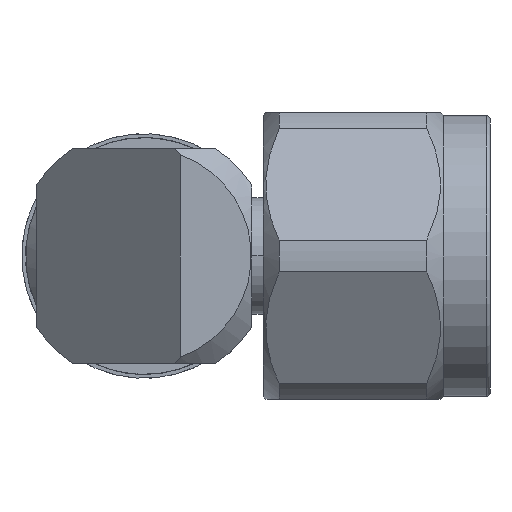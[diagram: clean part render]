
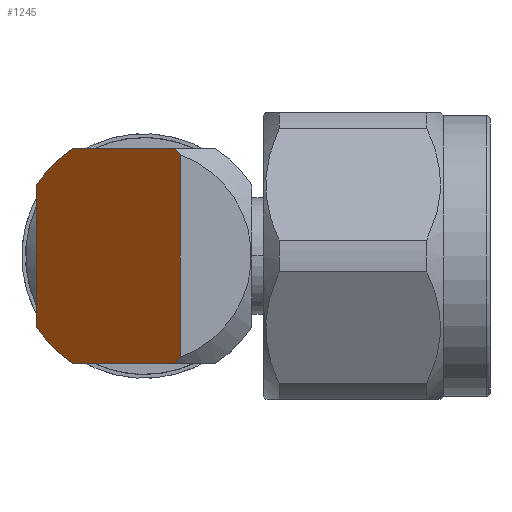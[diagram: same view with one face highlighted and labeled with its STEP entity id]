
A CAD part, left-side view. The second image highlights one B-rep face of the part: STEP entity #1245.
In plain terms, the highlighted planar face has unit normal (-0.707, 0.707, 0).
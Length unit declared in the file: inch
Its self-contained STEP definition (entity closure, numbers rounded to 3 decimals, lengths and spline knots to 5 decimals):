
#7 = EDGE_CURVE ( 'NONE', #10625, #6209, #11312, .T. ) ;
#60 = LINE ( 'NONE', #3678, #2711 ) ;
#668 = CARTESIAN_POINT ( 'NONE',  ( 0.07017, 0.25584, 0.22461 ) ) ;
#769 = EDGE_LOOP ( 'NONE', ( #3107, #4466, #4867, #3881, #6695, #3912, #4920, #8074 ) ) ;
#915 = DIRECTION ( 'NONE',  ( 0.707, -0.707, 0. ) ) ;
#971 = CARTESIAN_POINT ( 'NONE',  ( 0.09503, 0.28069, 0.281 ) ) ;
#1245 = ADVANCED_FACE ( 'NONE', ( #3809 ), #2036, .F. ) ;
#1881 = CARTESIAN_POINT ( 'NONE',  ( 0.03849, 0.22418, -0.25622 ) ) ;
#1926 = EDGE_CURVE ( 'NONE', #3750, #7004, #10481, .T. ) ;
#2023 = DIRECTION ( 'NONE',  ( 0., 0., -1. ) ) ;
#2036 = PLANE ( 'NONE',  #9527 ) ;
#2085 = CARTESIAN_POINT ( 'NONE',  ( -0.28, -0.09408, 0.26445 ) ) ;
#2087 = LINE ( 'NONE', #7586, #9494 ) ;
#2304 = VECTOR ( 'NONE', #2023, 39.37008 ) ;
#2481 = CARTESIAN_POINT ( 'NONE',  ( 0.09503, 0.28069, -0.281 ) ) ;
#2687 = CARTESIAN_POINT ( 'NONE',  ( 0.00122, 0.18694, 0.281 ) ) ;
#2702 = EDGE_CURVE ( 'NONE', #3448, #7004, #5135, .T. ) ;
#2711 = VECTOR ( 'NONE', #2791, 39.37008 ) ;
#2791 = DIRECTION ( 'NONE',  ( 0., 0., -1. ) ) ;
#2809 = CARTESIAN_POINT ( 'NONE',  ( 0.00122, 0.18694, 0.281 ) ) ;
#3107 = ORIENTED_EDGE ( 'NONE', *, *, #7956, .F. ) ;
#3275 = VECTOR ( 'NONE', #6095, 39.37008 ) ;
#3439 = VERTEX_POINT ( 'NONE', #11202 ) ;
#3447 = CARTESIAN_POINT ( 'NONE',  ( -0.28, -0.09408, -0.26445 ) ) ;
#3448 = VERTEX_POINT ( 'NONE', #8583 ) ;
#3508 =( BOUNDED_CURVE ( )  B_SPLINE_CURVE ( 3, ( #3976, #8406, #9421, #4039 ),
 .UNSPECIFIED., .F., .F. ) 
 B_SPLINE_CURVE_WITH_KNOTS ( ( 4, 4 ),
 ( 2.70345, 2.73087 ),
 .UNSPECIFIED. ) 
 CURVE ( )  GEOMETRIC_REPRESENTATION_ITEM ( )  RATIONAL_B_SPLINE_CURVE ( ( 1., 1., 1., 1. ) ) 
 REPRESENTATION_ITEM ( '' )  );
#3544 = CARTESIAN_POINT ( 'NONE',  ( 0.07017, 0.25584, -0.22461 ) ) ;
#3678 = CARTESIAN_POINT ( 'NONE',  ( -0.28, -0.09408, 0.281 ) ) ;
#3750 = VERTEX_POINT ( 'NONE', #5930 ) ;
#3809 = FACE_OUTER_BOUND ( 'NONE', #769, .T. ) ;
#3881 = ORIENTED_EDGE ( 'NONE', *, *, #7, .T. ) ;
#3912 = ORIENTED_EDGE ( 'NONE', *, *, #1926, .T. ) ;
#3976 = CARTESIAN_POINT ( 'NONE',  ( -0.26622, -0.08031, 0.281 ) ) ;
#4039 = CARTESIAN_POINT ( 'NONE',  ( -0.28, -0.09408, 0.26445 ) ) ;
#4310 = EDGE_CURVE ( 'NONE', #7824, #3448, #60, .T. ) ;
#4311 = CARTESIAN_POINT ( 'NONE',  ( 0.09503, 0.28069, 0.18741 ) ) ;
#4466 = ORIENTED_EDGE ( 'NONE', *, *, #10017, .F. ) ;
#4867 = ORIENTED_EDGE ( 'NONE', *, *, #7476, .F. ) ;
#4920 = ORIENTED_EDGE ( 'NONE', *, *, #2702, .F. ) ;
#5135 =( BOUNDED_CURVE ( )  B_SPLINE_CURVE ( 3, ( #3447, #7174, #9442, #5837 ),
 .UNSPECIFIED., .F., .F. ) 
 B_SPLINE_CURVE_WITH_KNOTS ( ( 4, 4 ),
 ( 3.55232, 3.57974 ),
 .UNSPECIFIED. ) 
 CURVE ( )  GEOMETRIC_REPRESENTATION_ITEM ( )  RATIONAL_B_SPLINE_CURVE ( ( 1., 1., 1., 1. ) ) 
 REPRESENTATION_ITEM ( '' )  );
#5837 = CARTESIAN_POINT ( 'NONE',  ( -0.26622, -0.08031, -0.281 ) ) ;
#5930 = CARTESIAN_POINT ( 'NONE',  ( 0.00122, 0.18694, -0.281 ) ) ;
#5973 = EDGE_CURVE ( 'NONE', #3750, #6209, #10815, .T. ) ;
#6095 = DIRECTION ( 'NONE',  ( -0.707, -0.707, 0. ) ) ;
#6209 = VERTEX_POINT ( 'NONE', #7344 ) ;
#6695 = ORIENTED_EDGE ( 'NONE', *, *, #5973, .F. ) ;
#7004 = VERTEX_POINT ( 'NONE', #11156 ) ;
#7071 = CARTESIAN_POINT ( 'NONE',  ( 0.03849, 0.22418, 0.25622 ) ) ;
#7174 = CARTESIAN_POINT ( 'NONE',  ( -0.27555, -0.08963, -0.27 ) ) ;
#7328 = CARTESIAN_POINT ( 'NONE',  ( 0.00122, 0.18694, -0.281 ) ) ;
#7344 = CARTESIAN_POINT ( 'NONE',  ( 0.09503, 0.28069, -0.18741 ) ) ;
#7421 = DIRECTION ( 'NONE',  ( -0.707, -0.707, 0. ) ) ;
#7476 = EDGE_CURVE ( 'NONE', #10625, #7748, #11264, .T. ) ;
#7586 = CARTESIAN_POINT ( 'NONE',  ( 0.09503, 0.28069, 0.281 ) ) ;
#7696 = CARTESIAN_POINT ( 'NONE',  ( 0.09503, 0.28069, 0.281 ) ) ;
#7748 = VERTEX_POINT ( 'NONE', #2809 ) ;
#7824 = VERTEX_POINT ( 'NONE', #2085 ) ;
#7956 = EDGE_CURVE ( 'NONE', #3439, #7824, #3508, .T. ) ;
#8074 = ORIENTED_EDGE ( 'NONE', *, *, #4310, .F. ) ;
#8123 = DIRECTION ( 'NONE',  ( 0.707, 0.707, 0. ) ) ;
#8406 = CARTESIAN_POINT ( 'NONE',  ( -0.27095, -0.08504, 0.27552 ) ) ;
#8583 = CARTESIAN_POINT ( 'NONE',  ( -0.28, -0.09408, -0.26445 ) ) ;
#8924 = CARTESIAN_POINT ( 'NONE',  ( 0.09503, 0.28069, -0.18741 ) ) ;
#9421 = CARTESIAN_POINT ( 'NONE',  ( -0.27555, -0.08963, 0.27 ) ) ;
#9442 = CARTESIAN_POINT ( 'NONE',  ( -0.27095, -0.08504, -0.27552 ) ) ;
#9494 = VECTOR ( 'NONE', #7421, 39.37008 ) ;
#9527 = AXIS2_PLACEMENT_3D ( 'NONE', #971, #915, #8123 ) ;
#9798 = CARTESIAN_POINT ( 'NONE',  ( 0.09503, 0.28069, 0.18741 ) ) ;
#10017 = EDGE_CURVE ( 'NONE', #7748, #3439, #2087, .T. ) ;
#10481 = LINE ( 'NONE', #2481, #3275 ) ;
#10625 = VERTEX_POINT ( 'NONE', #4311 ) ;
#10815 =( BOUNDED_CURVE ( )  B_SPLINE_CURVE ( 3, ( #7328, #1881, #3544, #8924 ),
 .UNSPECIFIED., .F., .F. ) 
 B_SPLINE_CURVE_WITH_KNOTS ( ( 4, 4 ),
 ( 2.15782, 2.55289 ),
 .UNSPECIFIED. ) 
 CURVE ( )  GEOMETRIC_REPRESENTATION_ITEM ( )  RATIONAL_B_SPLINE_CURVE ( ( 1., 0.987, 0.987, 1. ) ) 
 REPRESENTATION_ITEM ( '' )  );
#11156 = CARTESIAN_POINT ( 'NONE',  ( -0.26622, -0.08031, -0.281 ) ) ;
#11202 = CARTESIAN_POINT ( 'NONE',  ( -0.26622, -0.08031, 0.281 ) ) ;
#11264 =( BOUNDED_CURVE ( )  B_SPLINE_CURVE ( 3, ( #9798, #668, #7071, #2687 ),
 .UNSPECIFIED., .F., .F. ) 
 B_SPLINE_CURVE_WITH_KNOTS ( ( 4, 4 ),
 ( 3.7303, 4.12536 ),
 .UNSPECIFIED. ) 
 CURVE ( )  GEOMETRIC_REPRESENTATION_ITEM ( )  RATIONAL_B_SPLINE_CURVE ( ( 1., 0.987, 0.987, 1. ) ) 
 REPRESENTATION_ITEM ( '' )  );
#11312 = LINE ( 'NONE', #7696, #2304 ) ;
